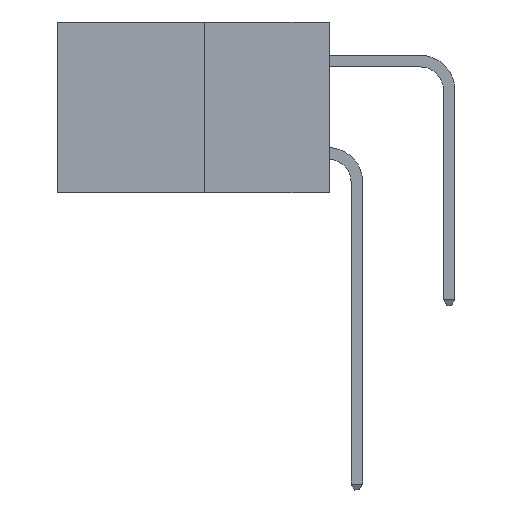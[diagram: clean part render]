
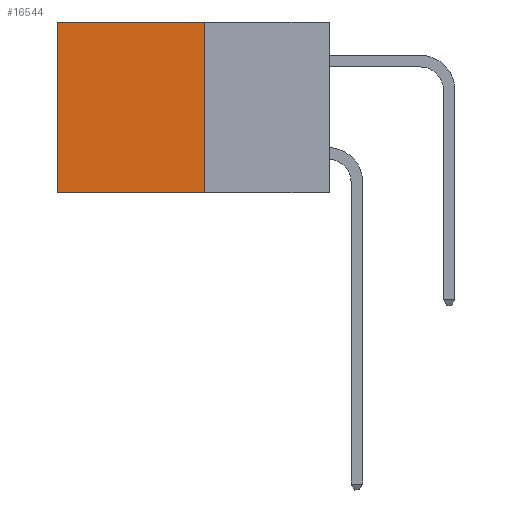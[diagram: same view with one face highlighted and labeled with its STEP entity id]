
A CAD part, left-side view. The second image highlights one B-rep face of the part: STEP entity #16544.
In plain terms, the highlighted planar face has unit normal (-1, 0, 0).
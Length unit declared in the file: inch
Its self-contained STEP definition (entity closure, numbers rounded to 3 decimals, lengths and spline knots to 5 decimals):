
#1409 = CARTESIAN_POINT ( 'NONE',  ( 0.277, 0.27, -0.37 ) ) ;
#2538 = CARTESIAN_POINT ( 'NONE',  ( 0.277, 0.59, 0. ) ) ;
#5000 = FACE_OUTER_BOUND ( 'NONE', #31018, .T. ) ;
#7663 = DIRECTION ( 'NONE',  ( 0., 1., 0. ) ) ;
#7777 = CARTESIAN_POINT ( 'NONE',  ( 0.277, 0.27, -0.37 ) ) ;
#8947 = DIRECTION ( 'NONE',  ( 1., 0., 0. ) ) ;
#9177 = CARTESIAN_POINT ( 'NONE',  ( 0.277, 0.27, 0. ) ) ;
#9751 = EDGE_CURVE ( 'NONE', #11526, #17762, #17713, .T. ) ;
#11048 = CARTESIAN_POINT ( 'NONE',  ( 0.277, 0.27, -0.37 ) ) ;
#11526 = VERTEX_POINT ( 'NONE', #11048 ) ;
#11678 = DIRECTION ( 'NONE',  ( 0., 1., 0. ) ) ;
#11709 = EDGE_CURVE ( 'NONE', #21364, #18511, #18603, .T. ) ;
#12099 = ORIENTED_EDGE ( 'NONE', *, *, #11709, .T. ) ;
#15276 = VECTOR ( 'NONE', #19658, 39.37008 ) ;
#16081 = ORIENTED_EDGE ( 'NONE', *, *, #17592, .F. ) ;
#16237 = ORIENTED_EDGE ( 'NONE', *, *, #22989, .T. ) ;
#16544 = ADVANCED_FACE ( 'NONE', ( #5000 ), #23879, .F. ) ;
#16651 = ORIENTED_EDGE ( 'NONE', *, *, #9751, .F. ) ;
#17142 = CARTESIAN_POINT ( 'NONE',  ( 0.277, 0.27, -0.37 ) ) ;
#17565 = CARTESIAN_POINT ( 'NONE',  ( 0.277, 0.59, -0.37 ) ) ;
#17592 = EDGE_CURVE ( 'NONE', #21364, #11526, #25956, .T. ) ;
#17713 = LINE ( 'NONE', #7777, #29901 ) ;
#17762 = VERTEX_POINT ( 'NONE', #17565 ) ;
#18211 = DIRECTION ( 'NONE',  ( 0., 0., -1. ) ) ;
#18511 = VERTEX_POINT ( 'NONE', #2538 ) ;
#18603 = LINE ( 'NONE', #9177, #30757 ) ;
#19658 = DIRECTION ( 'NONE',  ( 0., 0., -1. ) ) ;
#21364 = VERTEX_POINT ( 'NONE', #29056 ) ;
#21682 = LINE ( 'NONE', #23098, #27383 ) ;
#22989 = EDGE_CURVE ( 'NONE', #18511, #17762, #21682, .T. ) ;
#23098 = CARTESIAN_POINT ( 'NONE',  ( 0.277, 0.59, -0.37 ) ) ;
#23879 = PLANE ( 'NONE',  #28513 ) ;
#25956 = LINE ( 'NONE', #17142, #15276 ) ;
#26315 = DIRECTION ( 'NONE',  ( 0., 0., -1. ) ) ;
#27383 = VECTOR ( 'NONE', #18211, 39.37008 ) ;
#28513 = AXIS2_PLACEMENT_3D ( 'NONE', #1409, #8947, #26315 ) ;
#29056 = CARTESIAN_POINT ( 'NONE',  ( 0.277, 0.27, 0. ) ) ;
#29901 = VECTOR ( 'NONE', #7663, 39.37008 ) ;
#30757 = VECTOR ( 'NONE', #11678, 39.37008 ) ;
#31018 = EDGE_LOOP ( 'NONE', ( #16237, #16651, #16081, #12099 ) ) ;
